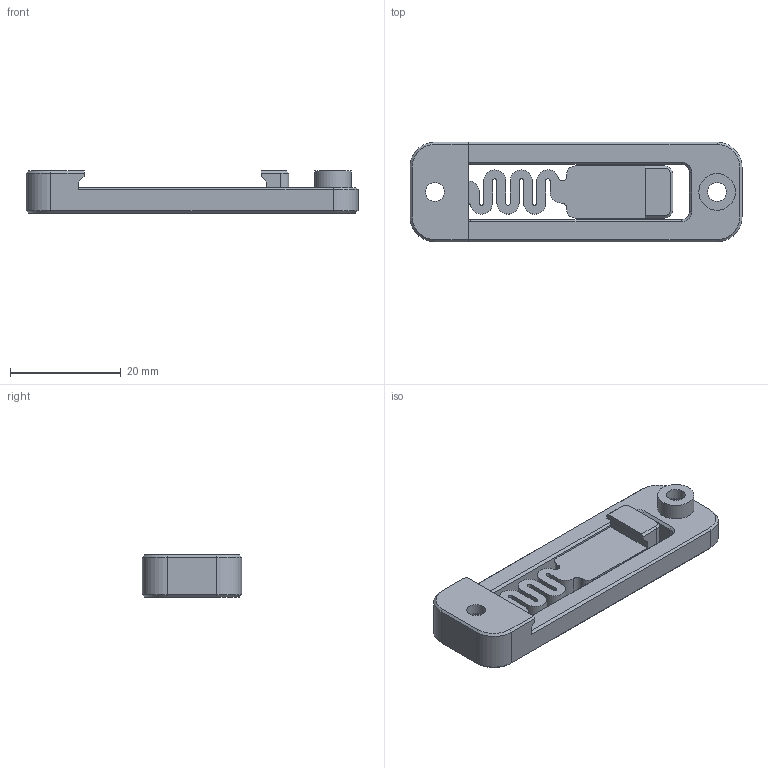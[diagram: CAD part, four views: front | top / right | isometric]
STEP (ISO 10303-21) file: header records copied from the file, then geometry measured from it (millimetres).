
FILE_DESCRIPTION(('FreeCAD Model'),'2;1');
FILE_NAME('Open CASCADE Shape Model','2023-07-05T22:13:20',(''),(''), 'Open CASCADE STEP processor 7.6','FreeCAD','Unknown');
FILE_SCHEMA(('AUTOMOTIVE_DESIGN { 1 0 10303 214 1 1 1 1 }'));
Length unit declared in the file: millimetre
Products named in the file (1): heatset
Bounding box: 60 x 18 x 7.6 mm (x, y, z)
Volume: 4626.7 mm3; surface area: 4057 mm2
Topology: 1 solids, 1 shells, 125 faces, 325 edges, 206 vertices
Faces by surface type: plane 72, cylinder 35, cone 16, bspline 2
Full cylindrical faces by diameter (mm): 3.4 x2, 4.6 x2, 6.6 x1
Entity records: 8236 total; most frequent: CARTESIAN_POINT 1579, DIRECTION 1277, LINE 811, VECTOR 811, ORIENTED_EDGE 650, PCURVE 650, DEFINITIONAL_REPRESENTATION 650, EDGE_CURVE 325
